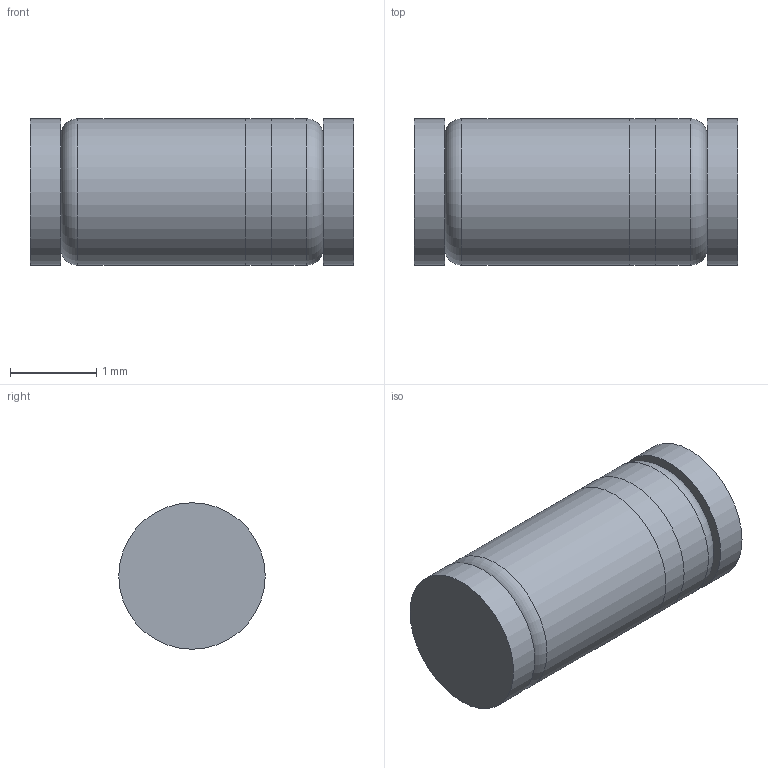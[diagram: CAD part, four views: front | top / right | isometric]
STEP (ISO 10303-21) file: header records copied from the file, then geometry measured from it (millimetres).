
FILE_DESCRIPTION(('FreeCAD Model'),'2;1');
FILE_NAME( 'sod80.step', '2015-07-15T18:50:26',('Author'),('Robit'), 'Open CASCADE STEP processor 6.8','FreeCAD','Unknown');
FILE_SCHEMA(('AUTOMOTIVE_DESIGN_CC2 { 1 2 10303 214 -1 1 5 4 }'));
Length unit declared in the file: millimetre
Products named in the file (1): sod80
Bounding box: 3.75 x 1.7 x 1.7 mm (x, y, z)
Volume: 8.4 mm3; surface area: 27.4 mm2
Topology: 1 solids, 1 shells, 11 faces, 17 edges, 10 vertices
Faces by surface type: cylinder 5, plane 4, torus 2
Full cylindrical faces by diameter (mm): 1.7 x5
Entity records: 841 total; most frequent: CARTESIAN_POINT 401, DIRECTION 65, ORIENTED_EDGE 34, PCURVE 34, DEFINITIONAL_REPRESENTATION 34, AXIS2_PLACEMENT_3D 24, EDGE_CURVE 17, LINE 17
